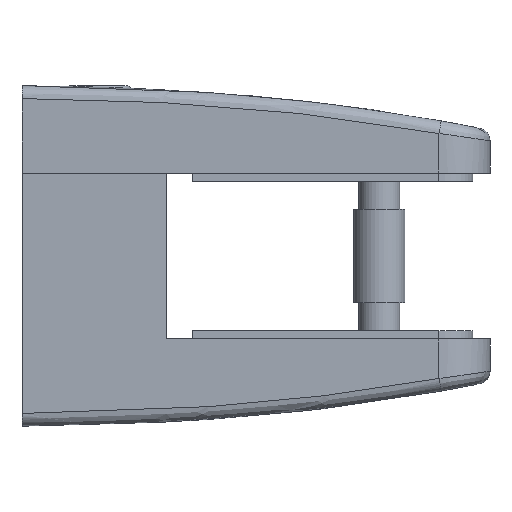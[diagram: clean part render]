
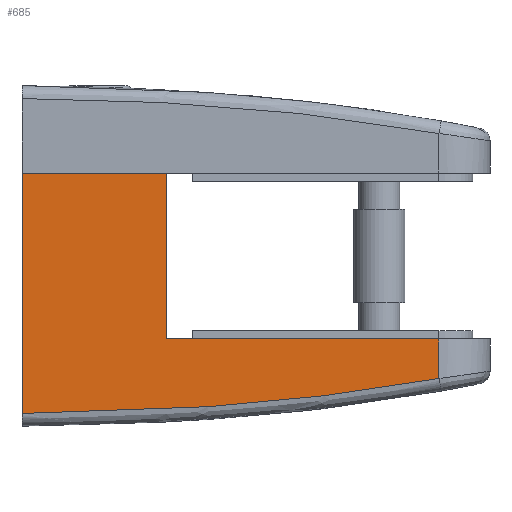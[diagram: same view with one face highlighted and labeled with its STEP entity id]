
A CAD part, front view. The second image highlights one B-rep face of the part: STEP entity #685.
In plain terms, the highlighted planar face has unit normal (0, -1, 0).
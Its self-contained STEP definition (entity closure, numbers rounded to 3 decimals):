
#74 = CARTESIAN_POINT ( 'NONE',  ( -14.094, -30., -15.748 ) ) ;
#117 = B_SPLINE_CURVE_WITH_KNOTS ( 'NONE', 3,
 ( #145, #3999, #1518, #3961, #1870, #436, #394, #74, #2490, #2229 ),
 .UNSPECIFIED., .F., .F.,
 ( 4, 2, 2, 2, 4 ),
 ( 0., 0.012, 0.025, 0.037, 0.049 ),
 .UNSPECIFIED. ) ;
#145 = CARTESIAN_POINT ( 'NONE',  ( -55., -30., -18.5 ) ) ;
#309 = CARTESIAN_POINT ( 'NONE',  ( -55., -30., 9.73 ) ) ;
#316 = CARTESIAN_POINT ( 'NONE',  ( -500055., -30., 0. ) ) ;
#338 = DIRECTION ( 'NONE',  ( 0., 1., 0. ) ) ;
#394 = CARTESIAN_POINT ( 'NONE',  ( -22.235, -30., -16.771 ) ) ;
#436 = CARTESIAN_POINT ( 'NONE',  ( -26.319, -30., -17.181 ) ) ;
#499 = DIRECTION ( 'NONE',  ( 0., 0., -1. ) ) ;
#509 = VECTOR ( 'NONE', #1282, 1000. ) ;
#582 = EDGE_LOOP ( 'NONE', ( #3363, #4332, #2774, #1132, #745, #4064 ) ) ;
#675 = CARTESIAN_POINT ( 'NONE',  ( -6., -30., -9.75 ) ) ;
#685 = ADVANCED_FACE ( 'NONE', ( #3033 ), #3744, .F. ) ;
#730 = CARTESIAN_POINT ( 'NONE',  ( -55., -30., -18.5 ) ) ;
#734 = LINE ( 'NONE', #2632, #2379 ) ;
#735 = AXIS2_PLACEMENT_3D ( 'NONE', #316, #338, #2831 ) ;
#745 = ORIENTED_EDGE ( 'NONE', *, *, #3525, .T. ) ;
#819 = EDGE_CURVE ( 'NONE', #2643, #2782, #117, .T. ) ;
#955 = LINE ( 'NONE', #2717, #1707 ) ;
#1132 = ORIENTED_EDGE ( 'NONE', *, *, #2958, .T. ) ;
#1236 = LINE ( 'NONE', #2657, #1771 ) ;
#1261 = CARTESIAN_POINT ( 'NONE',  ( -38., -30., 20. ) ) ;
#1262 = DIRECTION ( 'NONE',  ( -1., 0., 0. ) ) ;
#1282 = DIRECTION ( 'NONE',  ( 0., 0., 1. ) ) ;
#1327 = LINE ( 'NONE', #1261, #509 ) ;
#1417 = CARTESIAN_POINT ( 'NONE',  ( -38., -30., -9.75 ) ) ;
#1518 = CARTESIAN_POINT ( 'NONE',  ( -46.795, -30., -18.389 ) ) ;
#1603 = DIRECTION ( 'NONE',  ( 0., 1., 0. ) ) ;
#1621 = DIRECTION ( 'NONE',  ( -1., 0., 0. ) ) ;
#1642 = VERTEX_POINT ( 'NONE', #309 ) ;
#1667 = CARTESIAN_POINT ( 'NONE',  ( -38., -30., 9.73 ) ) ;
#1707 = VECTOR ( 'NONE', #4089, 1000. ) ;
#1716 = EDGE_CURVE ( 'NONE', #2405, #2782, #734, .T. ) ;
#1771 = VECTOR ( 'NONE', #1621, 1000. ) ;
#1870 = CARTESIAN_POINT ( 'NONE',  ( -34.498, -30., -17.827 ) ) ;
#1893 = EDGE_CURVE ( 'NONE', #4236, #1642, #955, .T. ) ;
#1916 = AXIS2_PLACEMENT_3D ( 'NONE', #4111, #1603, #1262 ) ;
#2229 = CARTESIAN_POINT ( 'NONE',  ( -6., -30., -14.402 ) ) ;
#2379 = VECTOR ( 'NONE', #499, 1000. ) ;
#2405 = VERTEX_POINT ( 'NONE', #675 ) ;
#2490 = CARTESIAN_POINT ( 'NONE',  ( -10.038, -30., -15.136 ) ) ;
#2606 = CARTESIAN_POINT ( 'NONE',  ( -6., -30., -14.402 ) ) ;
#2632 = CARTESIAN_POINT ( 'NONE',  ( -6., -30., 20. ) ) ;
#2643 = VERTEX_POINT ( 'NONE', #730 ) ;
#2657 = CARTESIAN_POINT ( 'NONE',  ( -80., -30., -9.75 ) ) ;
#2717 = CARTESIAN_POINT ( 'NONE',  ( -80., -30., 9.73 ) ) ;
#2760 = VERTEX_POINT ( 'NONE', #1417 ) ;
#2774 = ORIENTED_EDGE ( 'NONE', *, *, #1716, .F. ) ;
#2782 = VERTEX_POINT ( 'NONE', #2606 ) ;
#2831 = DIRECTION ( 'NONE',  ( -1., 0., 0. ) ) ;
#2958 = EDGE_CURVE ( 'NONE', #2405, #2760, #1236, .T. ) ;
#3033 = FACE_OUTER_BOUND ( 'NONE', #582, .T. ) ;
#3363 = ORIENTED_EDGE ( 'NONE', *, *, #4076, .T. ) ;
#3525 = EDGE_CURVE ( 'NONE', #2760, #4236, #1327, .T. ) ;
#3744 = PLANE ( 'NONE',  #1916 ) ;
#3961 = CARTESIAN_POINT ( 'NONE',  ( -38.596, -30., -18.064 ) ) ;
#3985 = CIRCLE ( 'NONE', #735, 500000. ) ;
#3999 = CARTESIAN_POINT ( 'NONE',  ( -50.897, -30., -18.476 ) ) ;
#4064 = ORIENTED_EDGE ( 'NONE', *, *, #1893, .T. ) ;
#4076 = EDGE_CURVE ( 'NONE', #1642, #2643, #3985, .T. ) ;
#4089 = DIRECTION ( 'NONE',  ( -1., 0., 0. ) ) ;
#4111 = CARTESIAN_POINT ( 'NONE',  ( -80., -30., 20. ) ) ;
#4236 = VERTEX_POINT ( 'NONE', #1667 ) ;
#4332 = ORIENTED_EDGE ( 'NONE', *, *, #819, .T. ) ;
